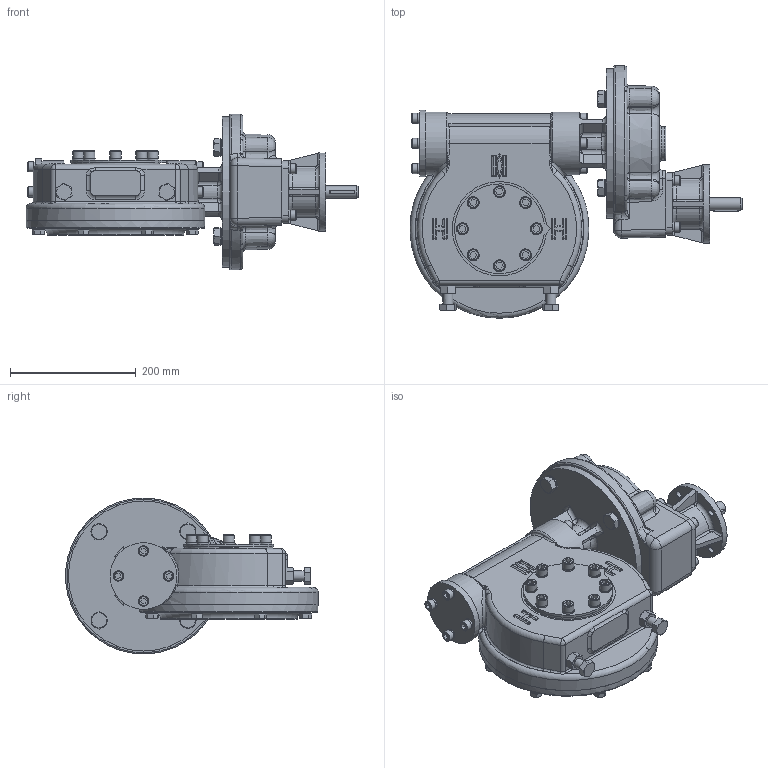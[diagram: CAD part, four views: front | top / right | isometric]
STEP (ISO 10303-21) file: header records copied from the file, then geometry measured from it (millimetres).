
FILE_DESCRIPTION(/* description */ ('Unknown'),/* implementation_level */ '2;1');
FILE_NAME(/* name */ 'PUB-IW5-IR1L_0-1_SOLID-STEP',/* time_stamp */ '2019-12-12T10:00:30+00:00',/* author */ ('Unknown'),/* organization */ ('Unknown'),/* preprocessor_version */ 'ST-DEVELOPER v16.7',/* originating_system */ 'DEX',/* authorisation */ $);
FILE_SCHEMA (('AUTOMOTIVE_DESIGN {1 0 10303 214 3 1 1}'));
Products named in the file (1): PUB-IW5-IR1L_SOLID_0-1
Bounding box: 528.9 x 402.25 x 248.3 mm (x, y, z)
Volume: 6394242.7 mm3; surface area: 1038990.7 mm2
Topology: 1 solids, 66 shells, 2829 faces, 6847 edges, 4271 vertices
Faces by surface type: plane 1543, cylinder 520, bspline 281, cone 232, torus 209, sphere 44
Full cylindrical faces by diameter (mm): 0.5 x1, 8.376 x8, 8.5 x24, 10 x20, 10.1 x8, 10.5 x24, 10.7 x20, 12 x8, 12.5 x8, 13 x8, 13.835 x16, 13.97 x1, 16 x20, 16.5 x4, 16.6 x20, 18 x9, 19 x8, 20 x1, 25.325 x2, 30 x3, 30.105 x1, 35 x1, 35.105 x1, 36.5 x1, 45 x2, 47.025 x1, 52 x2, 59.555 x1, 60.18 x1, 62 x2
Entity records: 105959 total; most frequent: CARTESIAN_POINT 26544, ORIENTED_EDGE 12118, DIRECTION 11537, EDGE_CURVE 6059, AXIS2_PLACEMENT_3D 4313, VERTEX_POINT 4039, FACE_BOUND 3586, EDGE_LOOP 3561
